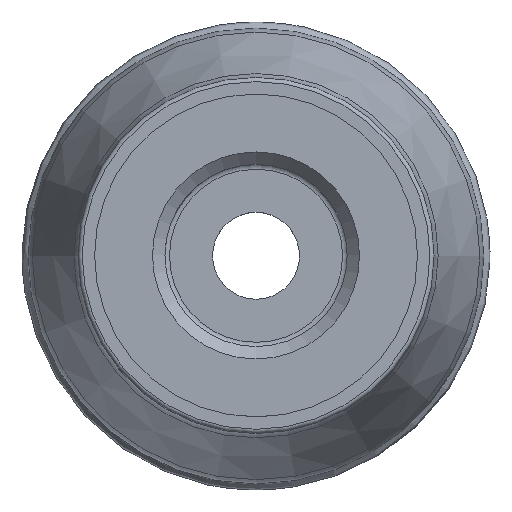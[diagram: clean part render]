
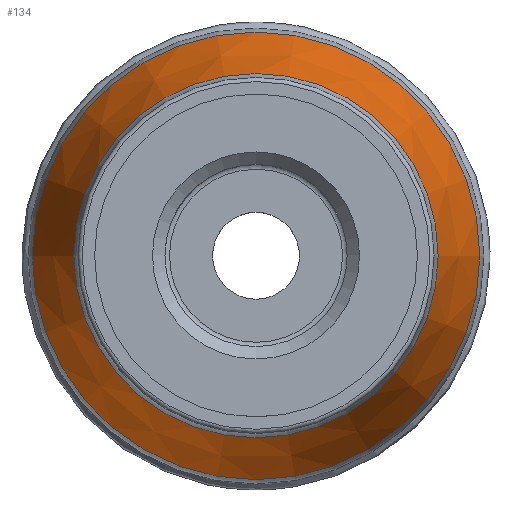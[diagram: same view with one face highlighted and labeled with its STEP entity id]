
A CAD part, top view. The second image highlights one B-rep face of the part: STEP entity #134.
In plain terms, the highlighted conical face has half-angle 18.139 degrees and reference radius 27.037 mm.
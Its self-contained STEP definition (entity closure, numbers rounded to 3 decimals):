
#111=CONICAL_SURFACE('',#529,27.037,18.139);
#134=ADVANCED_FACE('CLONE_TP_FACE',(#177,#178),#111,.T.);
#177=FACE_BOUND('',#228,.T.);
#178=FACE_BOUND('',#229,.T.);
#228=EDGE_LOOP('',(#278));
#229=EDGE_LOOP('',(#279));
#278=ORIENTED_EDGE('',*,*,#347,.T.);
#279=ORIENTED_EDGE('',*,*,#346,.F.);
#320=VERTEX_POINT('',#745);
#321=VERTEX_POINT('',#748);
#346=EDGE_CURVE('',#320,#320,#371,.T.);
#347=EDGE_CURVE('',#321,#321,#372,.T.);
#371=CIRCLE('',#526,27.037);
#372=CIRCLE('',#528,21.997);
#526=AXIS2_PLACEMENT_3D('',#744,#622,#623);
#528=AXIS2_PLACEMENT_3D('',#747,#626,#627);
#529=AXIS2_PLACEMENT_3D('',#749,#628,#629);
#622=DIRECTION('',(0.,0.,-1.));
#623=DIRECTION('',(-1.,0.,0.));
#626=DIRECTION('',(0.,0.,-1.));
#627=DIRECTION('',(-1.,0.,0.));
#628=DIRECTION('',(0.,0.,-1.));
#629=DIRECTION('',(-1.,0.,0.));
#744=CARTESIAN_POINT('',(0.,0.,-30.998));
#745=CARTESIAN_POINT('',(-27.037,0.,-30.998));
#747=CARTESIAN_POINT('',(0.,0.,-15.613));
#748=CARTESIAN_POINT('',(-21.997,0.,-15.613));
#749=CARTESIAN_POINT('',(0.,0.,-30.998));
